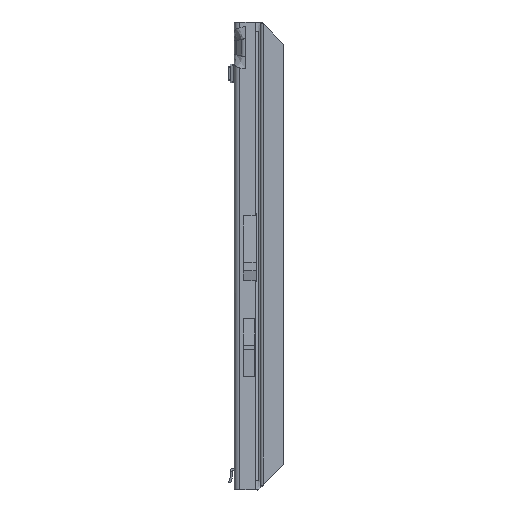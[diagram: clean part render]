
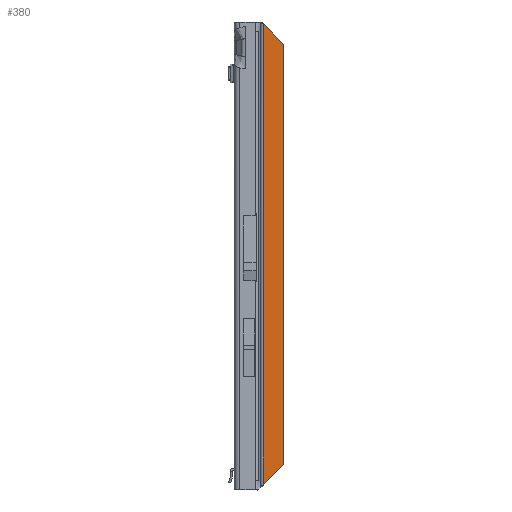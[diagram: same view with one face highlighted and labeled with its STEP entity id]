
A CAD part, front view. The second image highlights one B-rep face of the part: STEP entity #380.
In plain terms, the highlighted planar face has unit normal (0, -1, 0).
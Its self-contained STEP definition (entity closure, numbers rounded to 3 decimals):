
#34 = VECTOR ( 'NONE', #24961, 1000. ) ;
#380 = ADVANCED_FACE ( 'NONE', ( #24634 ), #6254, .T. ) ;
#1671 = VERTEX_POINT ( 'NONE', #21931 ) ;
#1701 = EDGE_LOOP ( 'NONE', ( #4205, #22185, #23194, #10192 ) ) ;
#2288 = VERTEX_POINT ( 'NONE', #13258 ) ;
#4066 = VECTOR ( 'NONE', #18435, 1000. ) ;
#4110 = CARTESIAN_POINT ( 'NONE',  ( 0.5, 0.9, -1.2 ) ) ;
#4205 = ORIENTED_EDGE ( 'NONE', *, *, #11361, .T. ) ;
#5365 = AXIS2_PLACEMENT_3D ( 'NONE', #20553, #20692, #22461 ) ;
#6219 = VERTEX_POINT ( 'NONE', #26860 ) ;
#6254 = PLANE ( 'NONE',  #5365 ) ;
#6368 = DIRECTION ( 'NONE',  ( 0.707, 0., 0.707 ) ) ;
#9555 = VECTOR ( 'NONE', #6368, 1000. ) ;
#10098 = DIRECTION ( 'NONE',  ( 0., 0., -1. ) ) ;
#10192 = ORIENTED_EDGE ( 'NONE', *, *, #20710, .T. ) ;
#11170 = VECTOR ( 'NONE', #10098, 1000. ) ;
#11361 = EDGE_CURVE ( 'NONE', #17326, #2288, #20342, .T. ) ;
#13258 = CARTESIAN_POINT ( 'NONE',  ( 0.5, 0.9, -296.8 ) ) ;
#14801 = LINE ( 'NONE', #25028, #9555 ) ;
#17326 = VERTEX_POINT ( 'NONE', #4110 ) ;
#18002 = CARTESIAN_POINT ( 'NONE',  ( 13.5, 0.9, -298. ) ) ;
#18153 = LINE ( 'NONE', #18002, #11170 ) ;
#18435 = DIRECTION ( 'NONE',  ( 0., 0., -1. ) ) ;
#18919 = EDGE_CURVE ( 'NONE', #1671, #6219, #18153, .T. ) ;
#20342 = LINE ( 'NONE', #24966, #4066 ) ;
#20390 = EDGE_CURVE ( 'NONE', #2288, #6219, #14801, .T. ) ;
#20553 = CARTESIAN_POINT ( 'NONE',  ( 0., 0.9, 0. ) ) ;
#20692 = DIRECTION ( 'NONE',  ( 0., -1., 0. ) ) ;
#20710 = EDGE_CURVE ( 'NONE', #1671, #17326, #21262, .T. ) ;
#21262 = LINE ( 'NONE', #23048, #34 ) ;
#21931 = CARTESIAN_POINT ( 'NONE',  ( 13.5, 0.9, -14.2 ) ) ;
#22185 = ORIENTED_EDGE ( 'NONE', *, *, #20390, .T. ) ;
#22461 = DIRECTION ( 'NONE',  ( 1., 0., 0. ) ) ;
#23048 = CARTESIAN_POINT ( 'NONE',  ( -0.35, 0.9, -0.35 ) ) ;
#23194 = ORIENTED_EDGE ( 'NONE', *, *, #18919, .F. ) ;
#24634 = FACE_OUTER_BOUND ( 'NONE', #1701, .T. ) ;
#24961 = DIRECTION ( 'NONE',  ( -0.707, 0., 0.707 ) ) ;
#24966 = CARTESIAN_POINT ( 'NONE',  ( 0.5, 0.9, 0. ) ) ;
#25028 = CARTESIAN_POINT ( 'NONE',  ( 148.65, 0.9, -148.65 ) ) ;
#26860 = CARTESIAN_POINT ( 'NONE',  ( 13.5, 0.9, -283.8 ) ) ;
